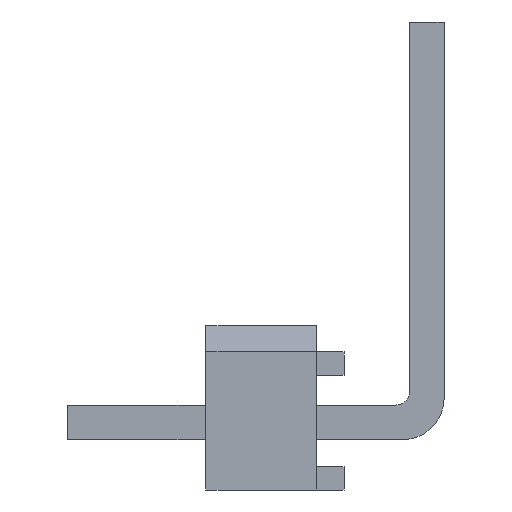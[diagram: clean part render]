
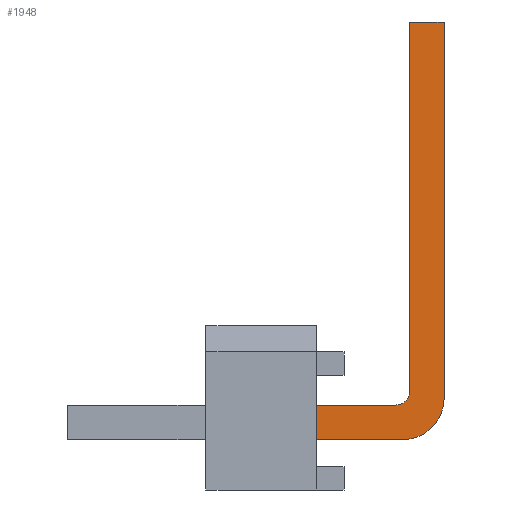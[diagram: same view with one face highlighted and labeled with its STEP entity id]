
A CAD part, left-side view. The second image highlights one B-rep face of the part: STEP entity #1948.
In plain terms, the highlighted planar face has unit normal (-1, 0, 0).
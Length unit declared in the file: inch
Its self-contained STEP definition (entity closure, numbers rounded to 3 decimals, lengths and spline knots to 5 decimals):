
#11=CIRCLE('',#2052,0.01);
#15=CIRCLE('',#2064,0.03);
#535=ORIENTED_EDGE('',*,*,#825,.F.);
#536=ORIENTED_EDGE('',*,*,#788,.F.);
#537=ORIENTED_EDGE('',*,*,#776,.F.);
#538=ORIENTED_EDGE('',*,*,#770,.F.);
#539=ORIENTED_EDGE('',*,*,#764,.F.);
#540=ORIENTED_EDGE('',*,*,#758,.F.);
#541=ORIENTED_EDGE('',*,*,#752,.T.);
#542=ORIENTED_EDGE('',*,*,#783,.F.);
#752=EDGE_CURVE('',#950,#952,#11,.T.);
#758=EDGE_CURVE('',#950,#958,#1192,.T.);
#764=EDGE_CURVE('',#958,#962,#1198,.T.);
#770=EDGE_CURVE('',#962,#966,#1204,.T.);
#776=EDGE_CURVE('',#966,#970,#15,.T.);
#783=EDGE_CURVE('',#974,#952,#1213,.T.);
#788=EDGE_CURVE('',#970,#978,#1218,.T.);
#825=EDGE_CURVE('',#978,#974,#1255,.T.);
#950=VERTEX_POINT('',#2954);
#952=VERTEX_POINT('',#2958);
#958=VERTEX_POINT('',#2973);
#962=VERTEX_POINT('',#2985);
#966=VERTEX_POINT('',#2997);
#970=VERTEX_POINT('',#3009);
#974=VERTEX_POINT('',#3021);
#978=VERTEX_POINT('',#3033);
#1192=LINE('',#2972,#1450);
#1198=LINE('',#2984,#1456);
#1204=LINE('',#2996,#1462);
#1213=LINE('',#3022,#1471);
#1218=LINE('',#3032,#1476);
#1255=LINE('',#3106,#1513);
#1450=VECTOR('',#2438,39.37008);
#1456=VECTOR('',#2448,39.37008);
#1462=VECTOR('',#2458,39.37008);
#1471=VECTOR('',#2483,39.37008);
#1476=VECTOR('',#2492,39.37008);
#1513=VECTOR('',#2553,39.37008);
#1630=EDGE_LOOP('',(#535,#536,#537,#538,#539,#540,#541,#542));
#1744=FACE_BOUND('',#1630,.T.);
#1844=PLANE('',#2087);
#1948=ADVANCED_FACE('',(#1744),#1844,.F.);
#2052=AXIS2_PLACEMENT_3D('',#2959,#2425,#2426);
#2064=AXIS2_PLACEMENT_3D('',#3008,#2469,#2470);
#2087=AXIS2_PLACEMENT_3D('',#3120,#2569,#2570);
#2425=DIRECTION('',(1.,0.,0.));
#2426=DIRECTION('',(0.,0.,-1.));
#2438=DIRECTION('',(0.,0.,1.));
#2448=DIRECTION('',(0.,-1.,0.));
#2458=DIRECTION('',(0.,0.,-1.));
#2469=DIRECTION('',(1.,0.,0.));
#2470=DIRECTION('',(0.,0.,-1.));
#2483=DIRECTION('',(0.,-1.,0.));
#2492=DIRECTION('',(0.,1.,0.));
#2553=DIRECTION('',(0.,0.,1.));
#2569=DIRECTION('',(1.,0.,0.));
#2570=DIRECTION('',(0.,0.,-1.));
#2954=CARTESIAN_POINT('',(-0.0625,0.0125,0.0225));
#2958=CARTESIAN_POINT('',(-0.0625,0.0225,0.0125));
#2959=CARTESIAN_POINT('',(-0.0625,0.0225,0.0225));
#2972=CARTESIAN_POINT('',(-0.0625,0.0125,0.0225));
#2973=CARTESIAN_POINT('',(-0.0625,0.0125,0.29));
#2984=CARTESIAN_POINT('',(-0.0625,0.0125,0.29));
#2985=CARTESIAN_POINT('',(-0.0625,-0.0125,0.29));
#2996=CARTESIAN_POINT('',(-0.0625,-0.0125,0.29));
#2997=CARTESIAN_POINT('',(-0.0625,-0.0125,0.0175));
#3008=CARTESIAN_POINT('',(-0.0625,0.0175,0.0175));
#3009=CARTESIAN_POINT('',(-0.0625,0.0175,-0.0125));
#3021=CARTESIAN_POINT('',(-0.0625,0.11,0.0125));
#3022=CARTESIAN_POINT('',(-0.0625,0.26,0.0125));
#3032=CARTESIAN_POINT('',(-0.0625,0.0175,-0.0125));
#3033=CARTESIAN_POINT('',(-0.0625,0.11,-0.0125));
#3106=CARTESIAN_POINT('',(-0.0625,0.11,0.0175));
#3120=CARTESIAN_POINT('',(-0.0625,0.0175,0.0175));
